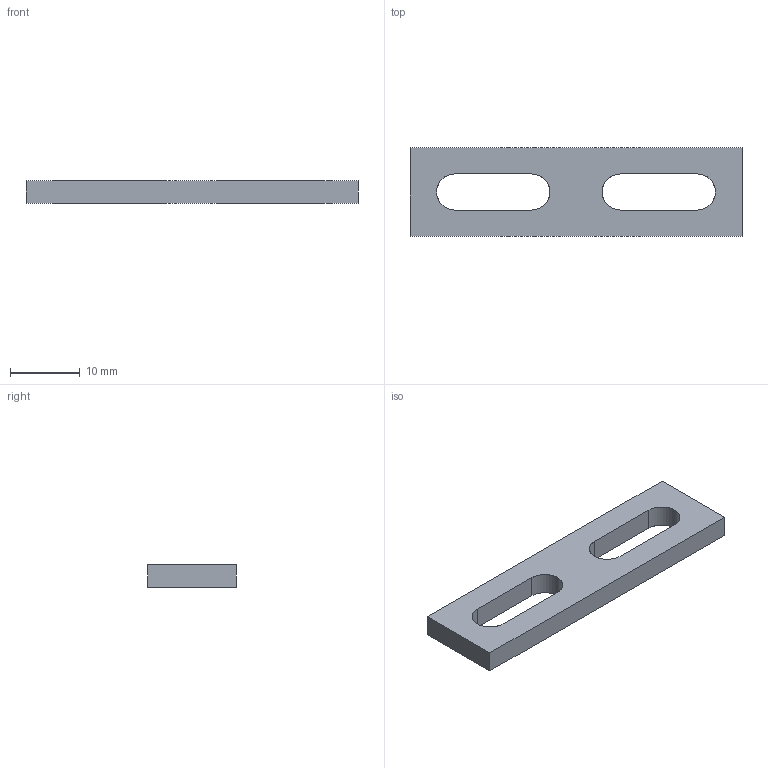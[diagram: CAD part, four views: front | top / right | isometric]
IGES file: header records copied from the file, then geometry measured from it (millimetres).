
Start section: SolidWorks IGES file using analytic representation for surfaces
Global section: file name: D1002641-v3.IGS; native system: SolidWorks 2012; preprocessor: SolidWorks 2012; author: esanchez; date: 130128.100857; units: inch
Bounding box: 47.62 x 12.7 x 3.17 mm (x, y, z)
Surface area: 1523.1 mm2 (no closed solid volume)
Topology: 0 solids, 0 shells, 16 faces, 200 edges, 200 vertices
Faces by surface type: bspline 10, revolution 6
